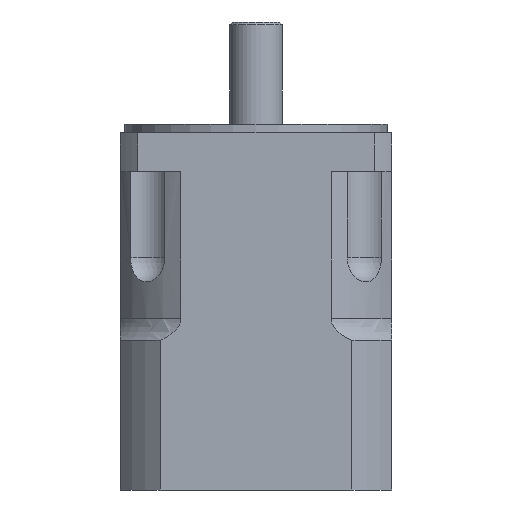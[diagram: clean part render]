
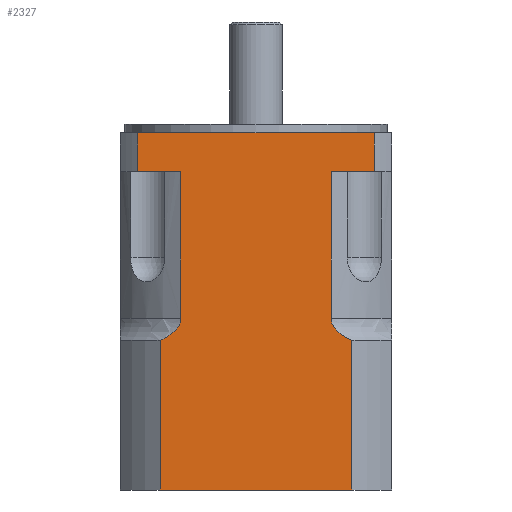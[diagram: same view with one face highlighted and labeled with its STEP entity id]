
A CAD part, front view. The second image highlights one B-rep face of the part: STEP entity #2327.
In plain terms, the highlighted planar face has unit normal (0, -1, 0).
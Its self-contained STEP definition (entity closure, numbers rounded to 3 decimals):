
#723=CARTESIAN_POINT('',(-42.708,-49.0,129.0));
#724=VERTEX_POINT('',#723);
#725=CARTESIAN_POINT('',(-42.708,-49.0,115.0));
#726=VERTEX_POINT('',#725);
#727=CARTESIAN_POINT('',(-42.708,-49.0,129.0));
#728=DIRECTION('',(0.0,0.0,-1.0));
#729=VECTOR('',#728,14.0);
#730=LINE('',#727,#729);
#731=EDGE_CURVE('',#724,#726,#730,.T.);
#775=CARTESIAN_POINT('',(42.708,-49.0,129.0));
#776=VERTEX_POINT('',#775);
#784=CARTESIAN_POINT('',(42.708,-49.0,115.0));
#785=VERTEX_POINT('',#784);
#786=CARTESIAN_POINT('',(42.708,-49.0,115.0));
#787=DIRECTION('',(0.0,0.0,1.0));
#788=VECTOR('',#787,14.0);
#789=LINE('',#786,#788);
#790=EDGE_CURVE('',#785,#776,#789,.T.);
#1074=CARTESIAN_POINT('',(-27.111,-49.,115.0));
#1075=VERTEX_POINT('',#1074);
#1083=CARTESIAN_POINT('',(-27.111,-49.,115.0));
#1084=DIRECTION('',(-1.0,0.0,0.0));
#1085=VECTOR('',#1084,15.597);
#1086=LINE('',#1083,#1085);
#1087=EDGE_CURVE('',#1075,#726,#1086,.T.);
#1304=CARTESIAN_POINT('',(27.111,-49.,115.0));
#1305=VERTEX_POINT('',#1304);
#1306=CARTESIAN_POINT('',(42.708,-49.0,115.0));
#1307=DIRECTION('',(-1.0,0.0,0.0));
#1308=VECTOR('',#1307,15.597);
#1309=LINE('',#1306,#1308);
#1310=EDGE_CURVE('',#785,#1305,#1309,.T.);
#1499=CARTESIAN_POINT('',(42.708,-49.0,129.0));
#1500=DIRECTION('',(-1.0,0.0,0.0));
#1501=VECTOR('',#1500,85.417);
#1502=LINE('',#1499,#1501);
#1503=EDGE_CURVE('',#776,#724,#1502,.T.);
#1880=CARTESIAN_POINT('',(-27.111,-49.,62.));
#1881=VERTEX_POINT('',#1880);
#1882=CARTESIAN_POINT('',(-34.627,-49.,54.0));
#1883=VERTEX_POINT('',#1882);
#1884=CARTESIAN_POINT('',(-27.111,-49.,62.));
#1885=CARTESIAN_POINT('',(-27.111,-49.,61.676));
#1886=CARTESIAN_POINT('',(-27.148,-49.,61.31));
#1887=CARTESIAN_POINT('',(-27.221,-49.,60.968));
#1888=CARTESIAN_POINT('',(-27.251,-49.,60.828));
#1889=CARTESIAN_POINT('',(-27.286,-49.,60.692));
#1890=CARTESIAN_POINT('',(-27.324,-49.,60.564));
#1891=CARTESIAN_POINT('',(-27.36,-49.,60.444));
#1892=CARTESIAN_POINT('',(-27.4,-49.,60.324));
#1893=CARTESIAN_POINT('',(-27.447,-49.,60.2));
#1894=CARTESIAN_POINT('',(-27.589,-49.,59.82));
#1895=CARTESIAN_POINT('',(-27.786,-49.,59.43));
#1896=CARTESIAN_POINT('',(-27.99,-49.,59.096));
#1897=CARTESIAN_POINT('',(-28.065,-49.,58.974));
#1898=CARTESIAN_POINT('',(-28.141,-49.,58.858));
#1899=CARTESIAN_POINT('',(-28.222,-49.,58.74));
#1900=CARTESIAN_POINT('',(-28.674,-49.,58.086));
#1901=CARTESIAN_POINT('',(-29.259,-49.,57.456));
#1902=CARTESIAN_POINT('',(-29.896,-49.,56.897));
#1903=CARTESIAN_POINT('',(-30.361,-49.,56.488));
#1904=CARTESIAN_POINT('',(-30.853,-49.,56.117));
#1905=CARTESIAN_POINT('',(-31.331,-49.,55.792));
#1906=CARTESIAN_POINT('',(-31.515,-49.,55.667));
#1907=CARTESIAN_POINT('',(-31.698,-49.,55.548));
#1908=CARTESIAN_POINT('',(-31.889,-49.,55.428));
#1909=CARTESIAN_POINT('',(-32.724,-49.,54.906));
#1910=CARTESIAN_POINT('',(-33.664,-49.,54.417));
#1911=CARTESIAN_POINT('',(-34.627,-49.,54.0));
#1912=B_SPLINE_CURVE_WITH_KNOTS('',3,(#1884,#1885,#1886,#1887,#1888,#1889,#1890,#1891,#1892,#1893,#1894,#1895,#1896,#1897,#1898,#1899,#1900,#1901,#1902,#1903,#1904,#1905,#1906,#1907,#1908,#1909,#1910,#1911),.UNSPECIFIED.,.F.,.U.,(4,3,3,3,3,3,3,3,3,4),(3.804,3.902,3.941,3.978,4.093,4.135,4.369,4.54,4.605,4.893),.UNSPECIFIED.);
#1913=EDGE_CURVE('',#1881,#1883,#1912,.T.);
#2069=CARTESIAN_POINT('',(-27.111,-49.,115.0));
#2070=DIRECTION('',(0.0,0.0,-1.0));
#2071=VECTOR('',#2070,53.);
#2072=LINE('',#2069,#2071);
#2073=EDGE_CURVE('',#1075,#1881,#2072,.T.);
#2124=CARTESIAN_POINT('',(27.111,-49.,62.));
#2125=VERTEX_POINT('',#2124);
#2133=CARTESIAN_POINT('',(34.627,-49.,54.0));
#2134=VERTEX_POINT('',#2133);
#2135=CARTESIAN_POINT('',(34.627,-49.,54.0));
#2136=CARTESIAN_POINT('',(33.545,-49.,54.468));
#2137=CARTESIAN_POINT('',(32.494,-49.,55.028));
#2138=CARTESIAN_POINT('',(31.585,-49.,55.622));
#2139=CARTESIAN_POINT('',(31.419,-49.,55.731));
#2140=CARTESIAN_POINT('',(31.255,-49.,55.842));
#2141=CARTESIAN_POINT('',(31.089,-49.,55.96));
#2142=CARTESIAN_POINT('',(30.383,-49.,56.459));
#2143=CARTESIAN_POINT('',(29.663,-49.,57.057));
#2144=CARTESIAN_POINT('',(29.05,-49.,57.716));
#2145=CARTESIAN_POINT('',(28.841,-49.,57.941));
#2146=CARTESIAN_POINT('',(28.643,-49.,58.174));
#2147=CARTESIAN_POINT('',(28.462,-49.,58.41));
#2148=CARTESIAN_POINT('',(28.348,-49.,58.559));
#2149=CARTESIAN_POINT('',(28.241,-49.,58.709));
#2150=CARTESIAN_POINT('',(28.14,-49.,58.861));
#2151=CARTESIAN_POINT('',(28.057,-49.,58.986));
#2152=CARTESIAN_POINT('',(27.979,-49.,59.111));
#2153=CARTESIAN_POINT('',(27.901,-49.,59.246));
#2154=CARTESIAN_POINT('',(27.781,-49.,59.453));
#2155=CARTESIAN_POINT('',(27.666,-49.,59.677));
#2156=CARTESIAN_POINT('',(27.567,-49.,59.903));
#2157=CARTESIAN_POINT('',(27.477,-49.,60.109));
#2158=CARTESIAN_POINT('',(27.4,-49.,60.317));
#2159=CARTESIAN_POINT('',(27.339,-49.,60.515));
#2160=CARTESIAN_POINT('',(27.303,-49.,60.634));
#2161=CARTESIAN_POINT('',(27.269,-49.,60.757));
#2162=CARTESIAN_POINT('',(27.239,-49.,60.886));
#2163=CARTESIAN_POINT('',(27.162,-49.,61.219));
#2164=CARTESIAN_POINT('',(27.118,-49.,61.581));
#2165=CARTESIAN_POINT('',(27.112,-49.,61.907));
#2166=CARTESIAN_POINT('',(27.111,-49.,61.939));
#2167=CARTESIAN_POINT('',(27.111,-49.,61.969));
#2168=CARTESIAN_POINT('',(27.111,-49.,62.));
#2169=B_SPLINE_CURVE_WITH_KNOTS('',3,(#2135,#2136,#2137,#2138,#2139,#2140,#2141,#2142,#2143,#2144,#2145,#2146,#2147,#2148,#2149,#2150,#2151,#2152,#2153,#2154,#2155,#2156,#2157,#2158,#2159,#2160,#2161,#2162,#2163,#2164,#2165,#2166,#2167,#2168),.UNSPECIFIED.,.F.,.U.,(4,3,3,3,3,3,3,3,3,3,3,4),(2.716,3.039,3.098,3.349,3.434,3.488,3.533,3.601,3.662,3.699,3.795,3.804),.UNSPECIFIED.);
#2170=EDGE_CURVE('',#2134,#2125,#2169,.T.);
#2189=CARTESIAN_POINT('',(27.111,-49.,62.));
#2190=DIRECTION('',(0.0,0.0,1.0));
#2191=VECTOR('',#2190,53.);
#2192=LINE('',#2189,#2191);
#2193=EDGE_CURVE('',#2125,#1305,#2192,.T.);
#2209=CARTESIAN_POINT('',(34.627,-49.,0.0));
#2210=VERTEX_POINT('',#2209);
#2211=CARTESIAN_POINT('',(34.627,-49.,54.0));
#2212=DIRECTION('',(0.0,0.0,-1.0));
#2213=VECTOR('',#2212,54.0);
#2214=LINE('',#2211,#2213);
#2215=EDGE_CURVE('',#2134,#2210,#2214,.T.);
#2285=CARTESIAN_POINT('',(-34.627,-49.,0.0));
#2286=VERTEX_POINT('',#2285);
#2294=CARTESIAN_POINT('',(-34.627,-49.,0.0));
#2295=DIRECTION('',(0.0,0.0,1.0));
#2296=VECTOR('',#2295,54.0);
#2297=LINE('',#2294,#2296);
#2298=EDGE_CURVE('',#2286,#1883,#2297,.T.);
#2303=CARTESIAN_POINT('',(-49.,-49.,115.0));
#2304=DIRECTION('',(0.0,-1.0,0.0));
#2305=DIRECTION('',(0.0,0.0,-1.0));
#2306=AXIS2_PLACEMENT_3D('',#2303,#2304,#2305);
#2307=PLANE('',#2306);
#2308=ORIENTED_EDGE('',*,*,#731,.T.);
#2309=ORIENTED_EDGE('',*,*,#1087,.F.);
#2310=ORIENTED_EDGE('',*,*,#2073,.T.);
#2311=ORIENTED_EDGE('',*,*,#1913,.T.);
#2312=ORIENTED_EDGE('',*,*,#2298,.F.);
#2313=CARTESIAN_POINT('',(34.627,-49.,0.0));
#2314=DIRECTION('',(-1.0,0.0,0.0));
#2315=VECTOR('',#2314,69.253);
#2316=LINE('',#2313,#2315);
#2317=EDGE_CURVE('',#2210,#2286,#2316,.T.);
#2318=ORIENTED_EDGE('',*,*,#2317,.F.);
#2319=ORIENTED_EDGE('',*,*,#2215,.F.);
#2320=ORIENTED_EDGE('',*,*,#2170,.T.);
#2321=ORIENTED_EDGE('',*,*,#2193,.T.);
#2322=ORIENTED_EDGE('',*,*,#1310,.F.);
#2323=ORIENTED_EDGE('',*,*,#790,.T.);
#2324=ORIENTED_EDGE('',*,*,#1503,.T.);
#2325=EDGE_LOOP('',(#2308,#2309,#2310,#2311,#2312,#2318,#2319,#2320,#2321,#2322,#2323,#2324));
#2326=FACE_OUTER_BOUND('',#2325,.T.);
#2327=ADVANCED_FACE('',(#2326),#2307,.T.);
